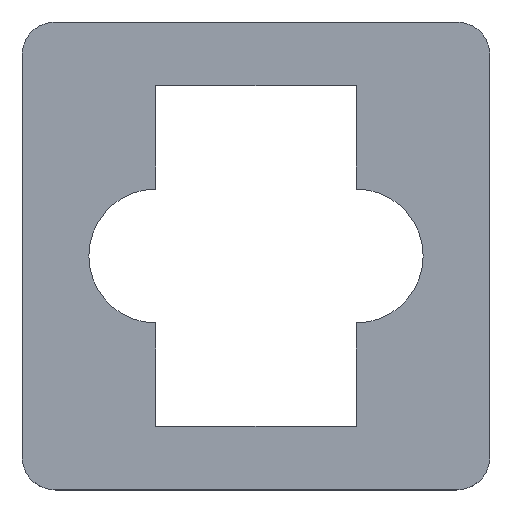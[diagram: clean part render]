
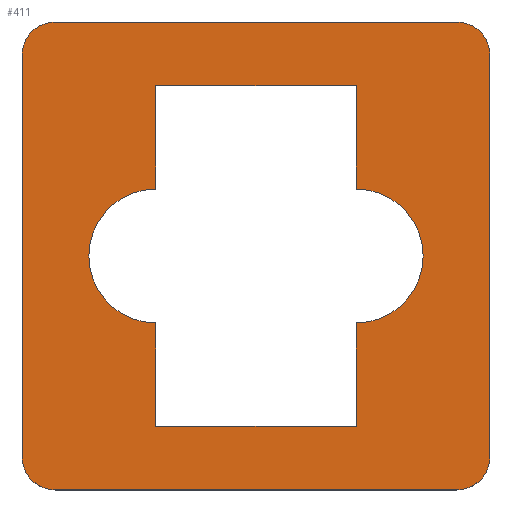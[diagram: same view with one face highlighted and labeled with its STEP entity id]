
A CAD part, top view. The second image highlights one B-rep face of the part: STEP entity #411.
In plain terms, the highlighted planar face has unit normal (0, 0, 1).
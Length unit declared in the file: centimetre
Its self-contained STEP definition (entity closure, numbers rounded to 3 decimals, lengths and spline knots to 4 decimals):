
#107=PLANE('',#437);
#118=VECTOR('',#463,1.);
#128=VECTOR('',#489,1.);
#130=VECTOR('',#494,1.);
#131=VECTOR('',#497,1.);
#132=VECTOR('',#500,1.);
#133=VECTOR('',#501,1.);
#134=VECTOR('',#502,1.);
#135=VECTOR('',#505,1.);
#150=LINE('',#544,#118);
#160=LINE('',#578,#128);
#162=LINE('',#584,#130);
#163=LINE('',#587,#131);
#164=LINE('',#591,#132);
#165=LINE('',#593,#133);
#166=LINE('',#595,#134);
#167=LINE('',#600,#135);
#178=VERTEX_POINT('',#532);
#179=VERTEX_POINT('',#533);
#183=VERTEX_POINT('',#543);
#197=VERTEX_POINT('',#573);
#198=VERTEX_POINT('',#574);
#199=VERTEX_POINT('',#579);
#200=VERTEX_POINT('',#583);
#201=VERTEX_POINT('',#585);
#202=VERTEX_POINT('',#589);
#203=VERTEX_POINT('',#590);
#204=VERTEX_POINT('',#592);
#205=VERTEX_POINT('',#594);
#206=VERTEX_POINT('',#596);
#207=VERTEX_POINT('',#598);
#208=VERTEX_POINT('',#599);
#209=VERTEX_POINT('',#601);
#210=CIRCLE('',#425,0.5);
#217=CIRCLE('',#435,0.5);
#218=CIRCLE('',#438,0.5);
#219=CIRCLE('',#439,0.5);
#220=CIRCLE('',#440,1.);
#221=CIRCLE('',#441,1.);
#222=EDGE_CURVE('',#178,#179,#210,.T.);
#228=EDGE_CURVE('',#183,#178,#150,.T.);
#243=EDGE_CURVE('',#197,#198,#217,.T.);
#246=EDGE_CURVE('',#198,#199,#160,.T.);
#248=EDGE_CURVE('',#200,#183,#218,.T.);
#249=EDGE_CURVE('',#201,#200,#162,.T.);
#250=EDGE_CURVE('',#199,#201,#219,.T.);
#251=EDGE_CURVE('',#179,#197,#163,.T.);
#252=EDGE_CURVE('',#202,#203,#220,.T.);
#253=EDGE_CURVE('',#203,#204,#164,.T.);
#254=EDGE_CURVE('',#204,#205,#165,.T.);
#255=EDGE_CURVE('',#205,#206,#166,.T.);
#256=EDGE_CURVE('',#206,#207,#221,.T.);
#257=EDGE_CURVE('',#207,#208,#166,.T.);
#258=EDGE_CURVE('',#208,#209,#167,.T.);
#259=EDGE_CURVE('',#209,#202,#164,.T.);
#302=ORIENTED_EDGE('',*,*,#222,.F.);
#303=ORIENTED_EDGE('',*,*,#228,.F.);
#304=ORIENTED_EDGE('',*,*,#248,.F.);
#305=ORIENTED_EDGE('',*,*,#249,.F.);
#306=ORIENTED_EDGE('',*,*,#250,.F.);
#307=ORIENTED_EDGE('',*,*,#246,.F.);
#308=ORIENTED_EDGE('',*,*,#243,.F.);
#309=ORIENTED_EDGE('',*,*,#251,.F.);
#310=ORIENTED_EDGE('',*,*,#252,.T.);
#311=ORIENTED_EDGE('',*,*,#253,.T.);
#312=ORIENTED_EDGE('',*,*,#254,.T.);
#313=ORIENTED_EDGE('',*,*,#255,.T.);
#314=ORIENTED_EDGE('',*,*,#256,.T.);
#315=ORIENTED_EDGE('',*,*,#257,.T.);
#316=ORIENTED_EDGE('',*,*,#258,.T.);
#317=ORIENTED_EDGE('',*,*,#259,.T.);
#372=EDGE_LOOP('',(#302,#303,#304,#305,#306,#307,#308,#309));
#373=EDGE_LOOP('',(#310,#311,#312,#313,#314,#315,#316,#317));
#392=FACE_BOUND('',#372,.T.);
#393=FACE_BOUND('',#373,.T.);
#411=ADVANCED_FACE('',(#392,#393),#107,.T.);
#425=AXIS2_PLACEMENT_3D('',#531,#454,#455);
#435=AXIS2_PLACEMENT_3D('',#572,#484,#485);
#437=AXIS2_PLACEMENT_3D('',#581,#491,$);
#438=AXIS2_PLACEMENT_3D('',#582,#492,#493);
#439=AXIS2_PLACEMENT_3D('',#586,#495,#496);
#440=AXIS2_PLACEMENT_3D('',#588,#498,#499);
#441=AXIS2_PLACEMENT_3D('',#597,#503,#504);
#454=DIRECTION('',(0.,0.,-1.));
#455=DIRECTION('',(-0.354,0.354,0.));
#463=DIRECTION('',(0.,1.,0.));
#484=DIRECTION('',(0.,0.,-1.));
#485=DIRECTION('',(0.354,0.354,0.));
#489=DIRECTION('',(0.,-1.,0.));
#491=DIRECTION('',(0.,0.,1.));
#492=DIRECTION('',(0.,0.,-1.));
#493=DIRECTION('',(-0.354,-0.354,0.));
#494=DIRECTION('',(-1.,0.,0.));
#495=DIRECTION('',(0.,0.,-1.));
#496=DIRECTION('',(0.354,-0.354,0.));
#497=DIRECTION('',(1.,0.,0.));
#498=DIRECTION('',(0.,0.,-1.));
#499=DIRECTION('',(-1.,0.,0.));
#500=DIRECTION('',(0.,-1.,0.));
#501=DIRECTION('',(-1.,0.,0.));
#502=DIRECTION('',(0.,1.,0.));
#503=DIRECTION('',(0.,0.,-1.));
#504=DIRECTION('',(1.,0.,0.));
#505=DIRECTION('',(1.,0.,0.));
#531=CARTESIAN_POINT('',(-3.,3.,0.15));
#532=CARTESIAN_POINT('',(-3.5,3.,0.15));
#533=CARTESIAN_POINT('',(-3.,3.5,0.15));
#543=CARTESIAN_POINT('',(-3.5,-3.,0.15));
#544=CARTESIAN_POINT('',(-3.5,3.5,0.15));
#572=CARTESIAN_POINT('',(3.,3.,0.15));
#573=CARTESIAN_POINT('',(3.,3.5,0.15));
#574=CARTESIAN_POINT('',(3.5,3.,0.15));
#578=CARTESIAN_POINT('',(3.5,-3.5,0.15));
#579=CARTESIAN_POINT('',(3.5,-3.,0.15));
#581=CARTESIAN_POINT('',(0.,0.,0.15));
#582=CARTESIAN_POINT('',(-3.,-3.,0.15));
#583=CARTESIAN_POINT('',(-3.,-3.5,0.15));
#584=CARTESIAN_POINT('',(-3.5,-3.5,0.15));
#585=CARTESIAN_POINT('',(3.,-3.5,0.15));
#586=CARTESIAN_POINT('',(3.,-3.,0.15));
#587=CARTESIAN_POINT('',(3.5,3.5,0.15));
#588=CARTESIAN_POINT('',(1.5,0.,0.15));
#589=CARTESIAN_POINT('',(1.5,1.,0.15));
#590=CARTESIAN_POINT('',(1.5,-1.,0.15));
#591=CARTESIAN_POINT('',(1.5,0.,0.15));
#592=CARTESIAN_POINT('',(1.5,-2.55,0.15));
#593=CARTESIAN_POINT('',(0.,-2.55,0.15));
#594=CARTESIAN_POINT('',(-1.5,-2.55,0.15));
#595=CARTESIAN_POINT('',(-1.5,0.,0.15));
#596=CARTESIAN_POINT('',(-1.5,-1.,0.15));
#597=CARTESIAN_POINT('',(-1.5,0.,0.15));
#598=CARTESIAN_POINT('',(-1.5,1.,0.15));
#599=CARTESIAN_POINT('',(-1.5,2.55,0.15));
#600=CARTESIAN_POINT('',(0.,2.55,0.15));
#601=CARTESIAN_POINT('',(1.5,2.55,0.15));
